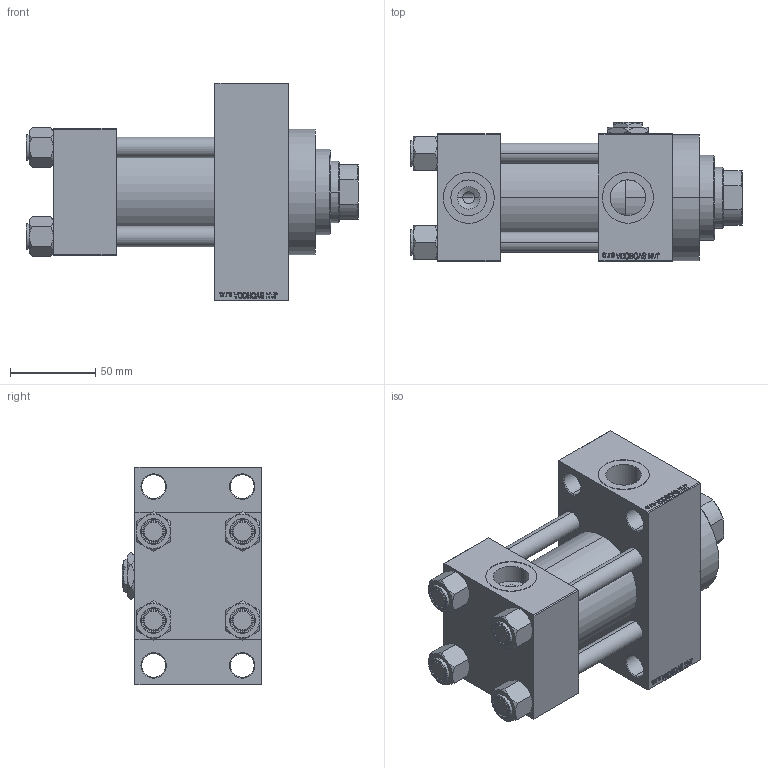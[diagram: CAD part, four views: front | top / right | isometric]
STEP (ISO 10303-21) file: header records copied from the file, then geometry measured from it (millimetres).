
FILE_DESCRIPTION (( 'STEP AP203' ), '1' );
FILE_NAME ('ee5e.STEP', '2023-03-12T15:39:20', ( '' ), ( '' ), 'SwSTEP 2.0', 'SolidWorks 2019', '' );
FILE_SCHEMA (( 'CONFIG_CONTROL_DESIGN' ));
Length unit declared in the file: millimetre
Products named in the file (7): Zatka_pro_OIL_PORT e49906a3f0e3d32cd9a40afa983a976d; ee5e; V215CD_VCP_D e49906a3f0e3d32cd9a40afa983a976d; V215CD_D_TYCINKA e49906a3f0e3d32cd9a40afa983a976d; V215CD_D_Body e49906a3f0e3d32cd9a40afa983a976d; V215CD_NUT_M5_D e49906a3f0e3d32cd9a40afa983a976d; V215CD_VC_A e49906a3f0e3d32cd9a40afa983a976d
Assembly tree (12 placements, depth 2):
  ee5e
    V215CD_D_Body e49906a3f0e3d32cd9a40afa983a976d
    V215CD_VC_A e49906a3f0e3d32cd9a40afa983a976d
    V215CD_VCP_D e49906a3f0e3d32cd9a40afa983a976d
    V215CD_D_TYCINKA e49906a3f0e3d32cd9a40afa983a976d  x4
    V215CD_NUT_M5_D e49906a3f0e3d32cd9a40afa983a976d  x4
    Zatka_pro_OIL_PORT e49906a3f0e3d32cd9a40afa983a976d
Bounding box: 195 x 82 x 128 mm (x, y, z)
Volume: 815098.6 mm3; surface area: 177159.2 mm2
Topology: 12 solids, 12 shells, 1151 faces, 2865 edges, 1851 vertices
Faces by surface type: plane 521, bspline 368, cone 162, cylinder 92, torus 8
Entity records: 48958 total; most frequent: CARTESIAN_POINT 25667, ORIENTED_EDGE 5222, DIRECTION 3389, EDGE_CURVE 2611, VERTEX_POINT 1707, LINE 1543, VECTOR 1543, EDGE_LOOP 1166
